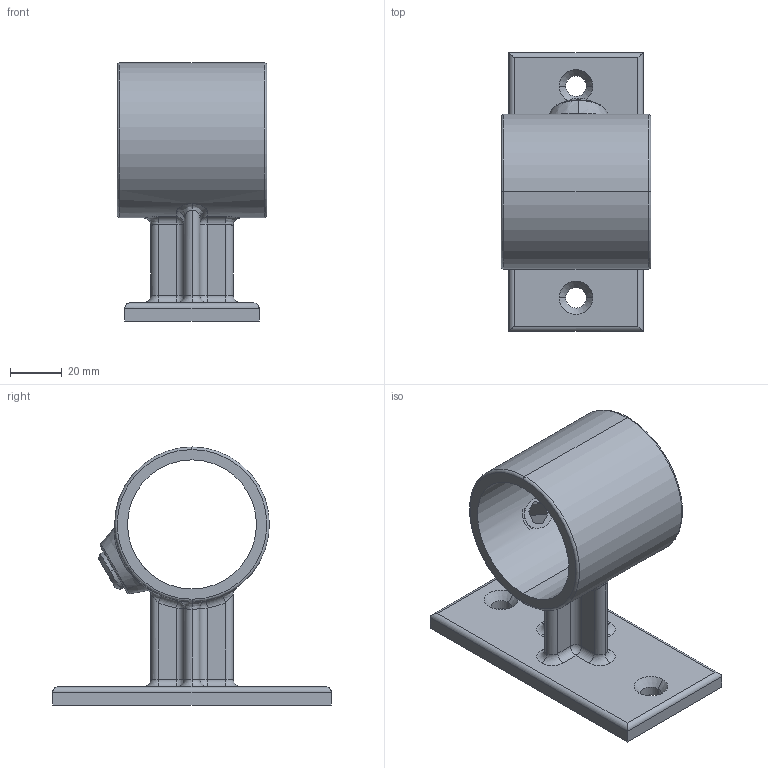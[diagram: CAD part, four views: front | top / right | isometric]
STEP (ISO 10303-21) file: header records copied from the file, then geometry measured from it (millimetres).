
FILE_DESCRIPTION (( 'STEP AP203' ), '1' );
FILE_NAME ('0520620000.STEP', '2024-07-01T13:09:42', ( '' ), ( '' ), 'SwSTEP 2.0', 'SolidWorks 2022', '' );
FILE_SCHEMA (( 'CONFIG_CONTROL_DESIGN' ));
Length unit declared in the file: metre
Products named in the file (1): 0520620000
Bounding box: 58 x 108 x 100 mm (x, y, z)
Volume: 102832.6 mm3; surface area: 39515.7 mm2
Topology: 2 solids, 2 shells, 117 faces, 270 edges, 150 vertices
Faces by surface type: cylinder 40, plane 25, torus 18, cone 15, bspline 11, sphere 8
Entity records: 4662 total; most frequent: CARTESIAN_POINT 2014, DIRECTION 562, ORIENTED_EDGE 524, EDGE_CURVE 262, AXIS2_PLACEMENT_3D 232, VERTEX_POINT 150, EDGE_LOOP 128, CIRCLE 125
